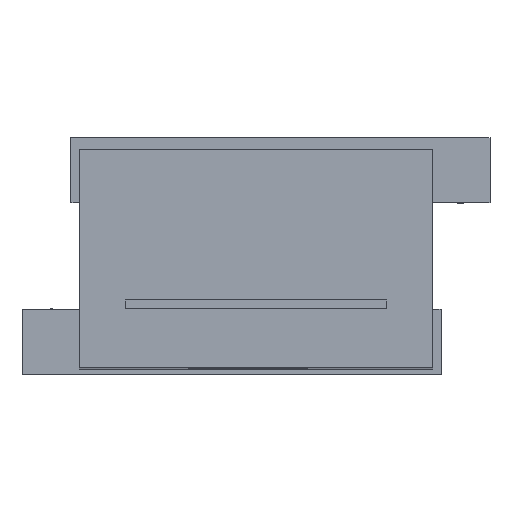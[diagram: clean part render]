
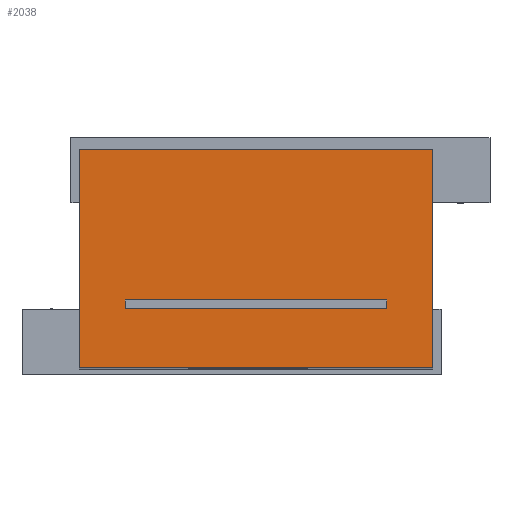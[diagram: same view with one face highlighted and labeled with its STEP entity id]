
A CAD part, top view. The second image highlights one B-rep face of the part: STEP entity #2038.
In plain terms, the highlighted planar face has unit normal (0, 0, 1).
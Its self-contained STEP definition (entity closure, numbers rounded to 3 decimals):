
#12 = ORIENTED_EDGE ( 'NONE', *, *, #1558, .F. ) ;
#24 = CARTESIAN_POINT ( 'NONE',  ( 0., 0., 134.6 ) ) ;
#99 = ORIENTED_EDGE ( 'NONE', *, *, #1883, .T. ) ;
#134 = EDGE_CURVE ( 'NONE', #1532, #1621, #411, .T. ) ;
#199 = CARTESIAN_POINT ( 'NONE',  ( 8.5, 10.877, 134.6 ) ) ;
#224 = DIRECTION ( 'NONE',  ( -1., 0., 0. ) ) ;
#238 = VERTEX_POINT ( 'NONE', #2018 ) ;
#252 = CARTESIAN_POINT ( 'NONE',  ( 8.5, 12.477, 134.6 ) ) ;
#369 = CARTESIAN_POINT ( 'NONE',  ( 8.5, 12.477, 134.6 ) ) ;
#401 = CARTESIAN_POINT ( 'NONE',  ( 65., 0., 134.6 ) ) ;
#411 = LINE ( 'NONE', #2005, #1743 ) ;
#417 = EDGE_CURVE ( 'NONE', #1029, #609, #1340, .T. ) ;
#467 = FACE_OUTER_BOUND ( 'NONE', #890, .T. ) ;
#477 = CARTESIAN_POINT ( 'NONE',  ( 0., 0., 134.6 ) ) ;
#487 = PLANE ( 'NONE',  #1800 ) ;
#502 = ORIENTED_EDGE ( 'NONE', *, *, #417, .F. ) ;
#518 = CARTESIAN_POINT ( 'NONE',  ( 8.5, 12.477, 134.6 ) ) ;
#603 = EDGE_CURVE ( 'NONE', #631, #238, #1384, .T. ) ;
#609 = VERTEX_POINT ( 'NONE', #252 ) ;
#631 = VERTEX_POINT ( 'NONE', #401 ) ;
#659 = VECTOR ( 'NONE', #224, 1000. ) ;
#702 = LINE ( 'NONE', #715, #1944 ) ;
#715 = CARTESIAN_POINT ( 'NONE',  ( 0., 0., 134.6 ) ) ;
#746 = CARTESIAN_POINT ( 'NONE',  ( 65., 0., 134.6 ) ) ;
#776 = VECTOR ( 'NONE', #1462, 1000. ) ;
#840 = VERTEX_POINT ( 'NONE', #24 ) ;
#857 = CARTESIAN_POINT ( 'NONE',  ( 56.5, 10.877, 134.6 ) ) ;
#871 = EDGE_CURVE ( 'NONE', #238, #1031, #1305, .T. ) ;
#890 = EDGE_LOOP ( 'NONE', ( #1072, #99, #1442, #1971 ) ) ;
#923 = EDGE_CURVE ( 'NONE', #609, #1532, #1814, .T. ) ;
#936 = FACE_BOUND ( 'NONE', #1414, .T. ) ;
#976 = LINE ( 'NONE', #1923, #979 ) ;
#979 = VECTOR ( 'NONE', #1596, 1000. ) ;
#1029 = VERTEX_POINT ( 'NONE', #1047 ) ;
#1031 = VERTEX_POINT ( 'NONE', #1824 ) ;
#1047 = CARTESIAN_POINT ( 'NONE',  ( 56.5, 12.477, 134.6 ) ) ;
#1072 = ORIENTED_EDGE ( 'NONE', *, *, #1658, .T. ) ;
#1078 = LINE ( 'NONE', #1203, #1172 ) ;
#1106 = DIRECTION ( 'NONE',  ( 0., 0., -1. ) ) ;
#1172 = VECTOR ( 'NONE', #1846, 1000. ) ;
#1203 = CARTESIAN_POINT ( 'NONE',  ( 0., 0., 134.6 ) ) ;
#1305 = LINE ( 'NONE', #1804, #659 ) ;
#1340 = LINE ( 'NONE', #518, #776 ) ;
#1370 = DIRECTION ( 'NONE',  ( 0., 1., 0. ) ) ;
#1384 = LINE ( 'NONE', #746, #1608 ) ;
#1397 = DIRECTION ( 'NONE',  ( 1., 0., 0. ) ) ;
#1414 = EDGE_LOOP ( 'NONE', ( #1998, #502, #12, #1590 ) ) ;
#1442 = ORIENTED_EDGE ( 'NONE', *, *, #603, .T. ) ;
#1462 = DIRECTION ( 'NONE',  ( -1., 0., 0. ) ) ;
#1532 = VERTEX_POINT ( 'NONE', #199 ) ;
#1558 = EDGE_CURVE ( 'NONE', #1621, #1029, #976, .T. ) ;
#1590 = ORIENTED_EDGE ( 'NONE', *, *, #134, .F. ) ;
#1594 = DIRECTION ( 'NONE',  ( -1., 0., 0. ) ) ;
#1596 = DIRECTION ( 'NONE',  ( 0., 1., 0. ) ) ;
#1608 = VECTOR ( 'NONE', #1370, 1000. ) ;
#1621 = VERTEX_POINT ( 'NONE', #857 ) ;
#1623 = DIRECTION ( 'NONE',  ( 0., -1., 0. ) ) ;
#1658 = EDGE_CURVE ( 'NONE', #1031, #840, #702, .T. ) ;
#1743 = VECTOR ( 'NONE', #1397, 1000. ) ;
#1800 = AXIS2_PLACEMENT_3D ( 'NONE', #477, #1106, #1594 ) ;
#1804 = CARTESIAN_POINT ( 'NONE',  ( 0., 40.21, 134.6 ) ) ;
#1814 = LINE ( 'NONE', #369, #1949 ) ;
#1824 = CARTESIAN_POINT ( 'NONE',  ( 0., 40.21, 134.6 ) ) ;
#1846 = DIRECTION ( 'NONE',  ( 1., 0., 0. ) ) ;
#1883 = EDGE_CURVE ( 'NONE', #840, #631, #1078, .T. ) ;
#1923 = CARTESIAN_POINT ( 'NONE',  ( 56.5, 12.477, 134.6 ) ) ;
#1944 = VECTOR ( 'NONE', #1976, 1000. ) ;
#1949 = VECTOR ( 'NONE', #1623, 1000. ) ;
#1971 = ORIENTED_EDGE ( 'NONE', *, *, #871, .T. ) ;
#1976 = DIRECTION ( 'NONE',  ( 0., -1., 0. ) ) ;
#1998 = ORIENTED_EDGE ( 'NONE', *, *, #923, .F. ) ;
#2005 = CARTESIAN_POINT ( 'NONE',  ( 8.5, 10.877, 134.6 ) ) ;
#2018 = CARTESIAN_POINT ( 'NONE',  ( 65., 40.21, 134.6 ) ) ;
#2038 = ADVANCED_FACE ( 'NONE', ( #467, #936 ), #487, .F. ) ;
